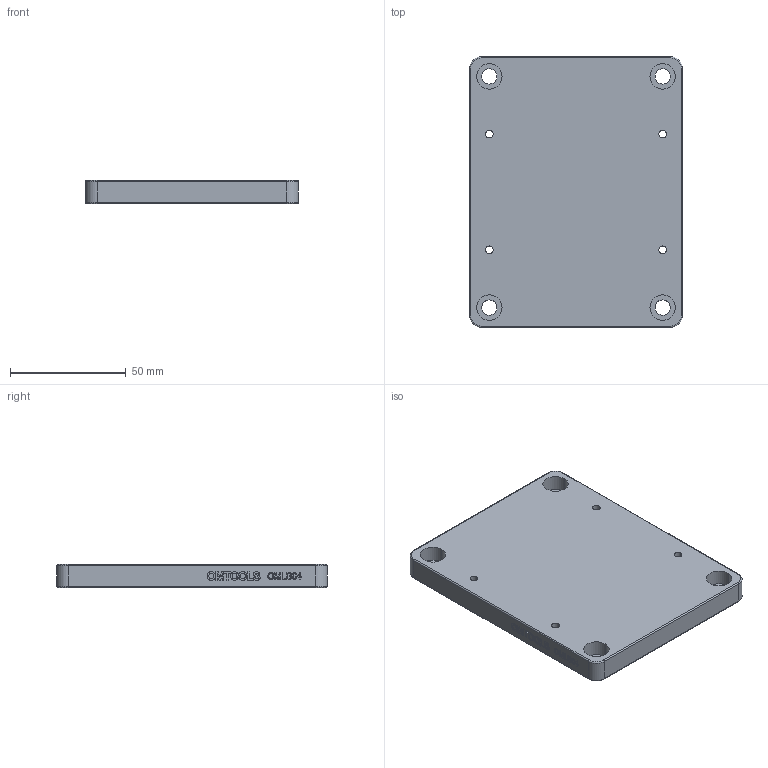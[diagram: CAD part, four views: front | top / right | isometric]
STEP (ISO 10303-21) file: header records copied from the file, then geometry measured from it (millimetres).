
FILE_DESCRIPTION (( 'STEP AP203' ), '1' );
FILE_NAME ('OMLB炵蹈蛌諉啣 OMLB04.STEP', '2021-05-20T08:57:19', ( 'Microsoft' ), ( 'Microsoft' ), 'SwSTEP 2.0', 'SolidWorks 2018', '' );
FILE_SCHEMA (( 'CONFIG_CONTROL_DESIGN' ));
Length unit declared in the file: millimetre
Products named in the file (2): OMLB04-01 OMDA60蟀諉啣4; OMLB炵蹈蛌諉啣 OMLB04
Assembly tree (1 placements, depth 2):
  OMLB炵蹈蛌諉啣 OMLB04
    OMLB04-01 OMDA60蟀諉啣4
Bounding box: 92 x 117 x 10 mm (x, y, z)
Volume: 104015.8 mm3; surface area: 26705 mm2
Topology: 1 solids, 1 shells, 194 faces, 491 edges, 322 vertices
Faces by surface type: plane 109, bspline 41, cylinder 36, torus 8
Entity records: 9591 total; most frequent: CARTESIAN_POINT 4898, ORIENTED_EDGE 982, DIRECTION 801, EDGE_CURVE 491, LINE 327, VECTOR 327, VERTEX_POINT 322, AXIS2_PLACEMENT_3D 237
